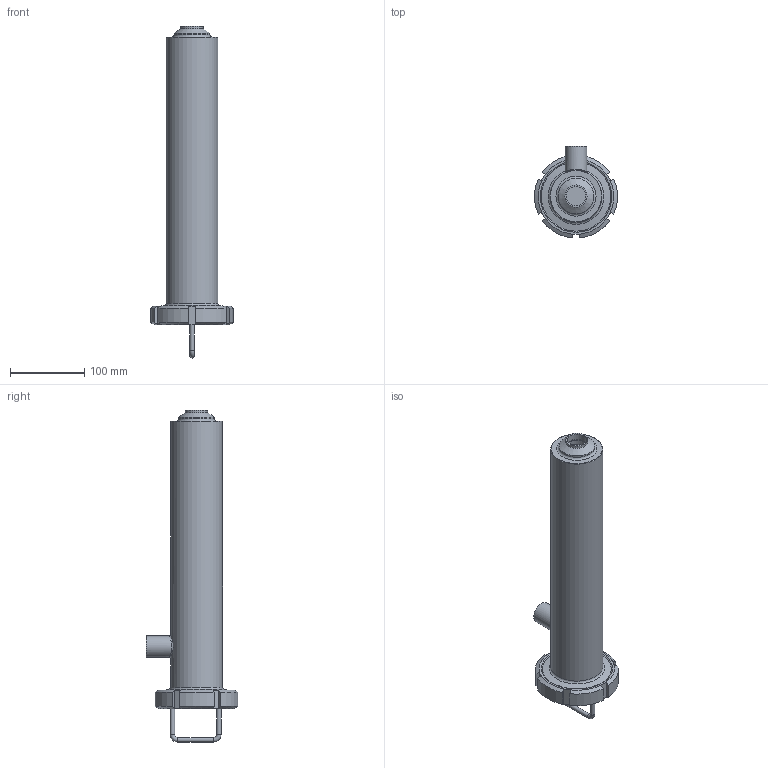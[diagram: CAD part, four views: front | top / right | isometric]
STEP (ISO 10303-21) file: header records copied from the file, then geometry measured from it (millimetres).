
FILE_DESCRIPTION(/* description */ (''),/* implementation_level */ '2;1');
FILE_NAME(/* name */ '60106025XX00.stp',/* time_stamp */ '2016-06-07T09:49:44+02:00',/* author */ ('thilbrands'),/* organization */ (''),/* preprocessor_version */ 'ST-DEVELOPER v15.6',/* originating_system */ 'Autodesk Inventor 2015',/* authorisation */ '');
FILE_SCHEMA (('AUTOMOTIVE_DESIGN { 1 0 10303 214 3 1 1 }'));
Length unit declared in the file: millimetre
Products named in the file (1): ENG-017263_Shrinkwrap_1
Bounding box: 111.58 x 123.78 x 447.5 mm (x, y, z)
Volume: 402447 mm3; surface area: 311560 mm2
Topology: 1 solids, 2 shells, 102 faces, 218 edges, 137 vertices
Faces by surface type: plane 41, cylinder 31, cone 24, torus 4, bspline 2
Full cylindrical faces by diameter (mm): 6 x3, 26 x2, 29 x1, 30 x2, 35 x1, 39 x1, 40 x1, 40.1 x2, 40.5 x1, 44 x2, 45 x1, 48 x1, 66 x1, 70 x1, 71 x1, 79 x1, 80 x1, 80.8 x1, 95.4 x1
Entity records: 2853 total; most frequent: CARTESIAN_POINT 758, DIRECTION 406, ORIENTED_EDGE 328, AXIS2_PLACEMENT_3D 191, EDGE_LOOP 168, EDGE_CURVE 164, VERTEX_POINT 126, STYLED_ITEM 103
